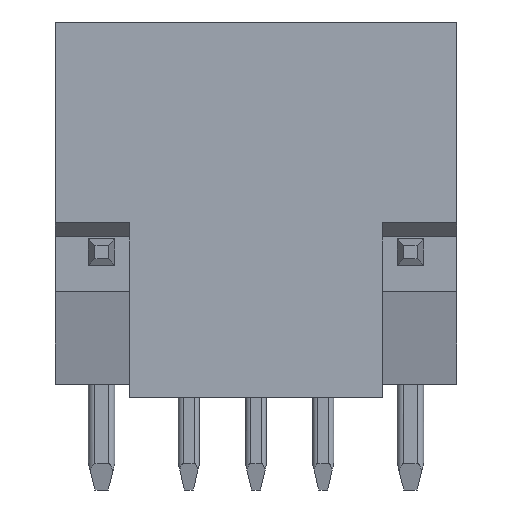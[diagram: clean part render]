
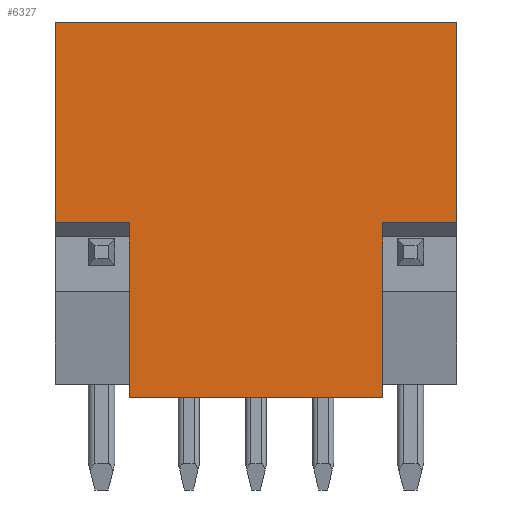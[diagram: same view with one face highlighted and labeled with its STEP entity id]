
A CAD part, left-side view. The second image highlights one B-rep face of the part: STEP entity #6327.
In plain terms, the highlighted planar face has unit normal (-1, 0, 0).
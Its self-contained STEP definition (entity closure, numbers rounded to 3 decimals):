
#592=DIRECTION('',(0.,0.,-1.));
#593=VECTOR('',#592,7.6);
#594=CARTESIAN_POINT('',(-5.25,-10.13,7.1));
#595=LINE('',#594,#593);
#636=DIRECTION('',(0.,0.,1.));
#637=VECTOR('',#636,6.6);
#638=CARTESIAN_POINT('',(-5.25,-7.33,-7.1));
#639=LINE('',#638,#637);
#828=DIRECTION('',(0.,-1.,0.));
#829=VECTOR('',#828,2.8);
#830=CARTESIAN_POINT('',(-5.25,-7.33,-0.5));
#831=LINE('',#830,#829);
#832=DIRECTION('',(0.,-1.,0.));
#833=VECTOR('',#832,2.8);
#834=CARTESIAN_POINT('',(-5.25,5.05,-0.5));
#835=LINE('',#834,#833);
#932=DIRECTION('',(0.,-1.,0.));
#933=VECTOR('',#932,9.58);
#934=CARTESIAN_POINT('',(-5.25,2.25,-7.1));
#935=LINE('',#934,#933);
#3334=DIRECTION('',(0.,1.,0.));
#3335=VECTOR('',#3334,15.18);
#3336=CARTESIAN_POINT('',(-5.25,-10.13,7.1));
#3337=LINE('',#3336,#3335);
#3559=DIRECTION('',(0.,0.,1.));
#3560=VECTOR('',#3559,7.6);
#3561=CARTESIAN_POINT('',(-5.25,5.05,-0.5));
#3562=LINE('',#3561,#3560);
#3575=DIRECTION('',(0.,0.,-1.));
#3576=VECTOR('',#3575,6.6);
#3577=CARTESIAN_POINT('',(-5.25,2.25,-0.5));
#3578=LINE('',#3577,#3576);
#4315=CARTESIAN_POINT('',(-5.25,-10.13,7.1));
#4316=CARTESIAN_POINT('',(-5.25,5.05,7.1));
#4317=VERTEX_POINT('',#4315);
#4318=VERTEX_POINT('',#4316);
#4379=CARTESIAN_POINT('',(-5.25,2.25,-7.1));
#4380=CARTESIAN_POINT('',(-5.25,-7.33,-7.1));
#4381=VERTEX_POINT('',#4379);
#4382=VERTEX_POINT('',#4380);
#4415=CARTESIAN_POINT('',(-5.25,-10.13,-0.5));
#4417=VERTEX_POINT('',#4415);
#4421=CARTESIAN_POINT('',(-5.25,-7.33,-0.5));
#4422=VERTEX_POINT('',#4421);
#4427=CARTESIAN_POINT('',(-5.25,5.05,-0.5));
#4428=VERTEX_POINT('',#4427);
#4429=CARTESIAN_POINT('',(-5.25,2.25,-0.5));
#4430=VERTEX_POINT('',#4429);
#6307=CARTESIAN_POINT('',(-5.25,-6.35,-7.1));
#6308=DIRECTION('',(-1.,0.,0.));
#6309=DIRECTION('',(0.,0.,1.));
#6310=AXIS2_PLACEMENT_3D('',#6307,#6308,#6309);
#6311=PLANE('',#6310);
#6312=ORIENTED_EDGE('',*,*,#6302,.F.);
#6313=ORIENTED_EDGE('',*,*,#5990,.F.);
#6315=ORIENTED_EDGE('',*,*,#6314,.F.);
#6317=ORIENTED_EDGE('',*,*,#6316,.F.);
#6319=ORIENTED_EDGE('',*,*,#6318,.F.);
#6321=ORIENTED_EDGE('',*,*,#6320,.T.);
#6323=ORIENTED_EDGE('',*,*,#6322,.F.);
#6324=ORIENTED_EDGE('',*,*,#5945,.T.);
#6325=EDGE_LOOP('',(#6312,#6313,#6315,#6317,#6319,#6321,#6323,#6324));
#6326=FACE_OUTER_BOUND('',#6325,.F.);
#6327=ADVANCED_FACE('',(#6326),#6311,.T.);
#5945=EDGE_CURVE('',#4317,#4417,#595,.T.);
#5990=EDGE_CURVE('',#4382,#4422,#639,.T.);
#6302=EDGE_CURVE('',#4422,#4417,#831,.T.);
#6314=EDGE_CURVE('',#4381,#4382,#935,.T.);
#6316=EDGE_CURVE('',#4430,#4381,#3578,.T.);
#6318=EDGE_CURVE('',#4428,#4430,#835,.T.);
#6320=EDGE_CURVE('',#4428,#4318,#3562,.T.);
#6322=EDGE_CURVE('',#4317,#4318,#3337,.T.);
